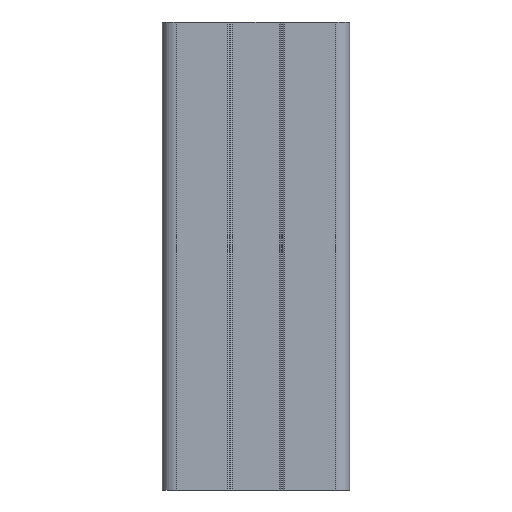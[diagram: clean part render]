
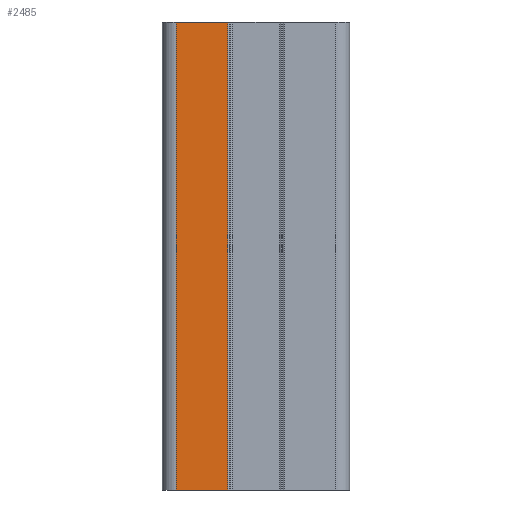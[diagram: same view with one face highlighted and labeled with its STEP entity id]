
A CAD part, left-side view. The second image highlights one B-rep face of the part: STEP entity #2485.
In plain terms, the highlighted planar face has unit normal (-1, 0, 0).
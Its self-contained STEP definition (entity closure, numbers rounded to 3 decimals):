
#145=FACE_OUTER_BOUND('',#278,.T.);
#278=EDGE_LOOP('',(#1827,#1828,#1829,#1830));
#414=LINE('',#3552,#722);
#460=LINE('',#3663,#768);
#520=LINE('',#3825,#828);
#521=LINE('',#3826,#829);
#722=VECTOR('',#2852,10.);
#768=VECTOR('',#2940,10.);
#828=VECTOR('',#3046,10.);
#829=VECTOR('',#3047,10.);
#1029=VERTEX_POINT('',#3550);
#1030=VERTEX_POINT('',#3551);
#1074=VERTEX_POINT('',#3662);
#1153=VERTEX_POINT('',#3824);
#1282=EDGE_CURVE('',#1029,#1030,#414,.T.);
#1338=EDGE_CURVE('',#1029,#1074,#460,.T.);
#1420=EDGE_CURVE('',#1030,#1153,#520,.T.);
#1421=EDGE_CURVE('',#1153,#1074,#521,.T.);
#1827=ORIENTED_EDGE('',*,*,#1282,.T.);
#1828=ORIENTED_EDGE('',*,*,#1420,.T.);
#1829=ORIENTED_EDGE('',*,*,#1421,.T.);
#1830=ORIENTED_EDGE('',*,*,#1338,.F.);
#2387=PLANE('',#2667);
#2485=ADVANCED_FACE('',(#145),#2387,.T.);
#2667=AXIS2_PLACEMENT_3D('',#3823,#3044,#3045);
#2852=DIRECTION('',(0.,0.,1.));
#2940=DIRECTION('',(0.,1.,0.));
#3044=DIRECTION('center_axis',(-1.,0.,0.));
#3045=DIRECTION('ref_axis',(0.,-1.,0.));
#3046=DIRECTION('',(0.,1.,0.));
#3047=DIRECTION('',(0.,0.,-1.));
#3550=CARTESIAN_POINT('',(-20.,6.,0.));
#3551=CARTESIAN_POINT('',(-20.,6.,100.));
#3552=CARTESIAN_POINT('',(-20.,6.,0.));
#3662=CARTESIAN_POINT('',(-20.,17.,0.));
#3663=CARTESIAN_POINT('',(-20.,8.5,0.));
#3823=CARTESIAN_POINT('Origin',(-20.,17.,0.));
#3824=CARTESIAN_POINT('',(-20.,17.,100.));
#3825=CARTESIAN_POINT('',(-20.,8.5,100.));
#3826=CARTESIAN_POINT('',(-20.,17.,0.));
